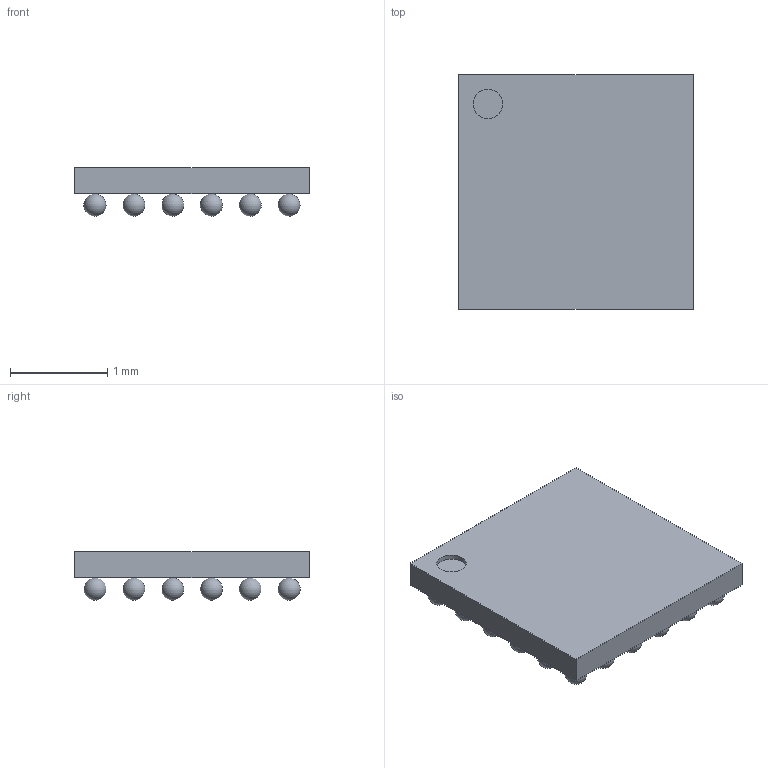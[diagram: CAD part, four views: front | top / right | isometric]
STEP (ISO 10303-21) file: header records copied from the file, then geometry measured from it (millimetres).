
FILE_DESCRIPTION(('FreeCAD Model'),'2;1');
FILE_NAME('1079961.2.1.stp','2022-05-05T12:24:18',( 'Author'),(''),'Open CASCADE STEP processor 6.9','FreeCAD','Unknown' );
FILE_SCHEMA(('AUTOMOTIVE_DESIGN { 1 0 10303 214 1 1 1 1 }'));
Length unit declared in the file: millimetre
Products named in the file (3): ASSEMBLY; Array; Body
Assembly tree (2 placements, depth 2):
  ASSEMBLY
    Array
    Body
Bounding box: 2.42 x 2.42 x 0.5 mm (x, y, z)
Volume: 1.8 mm3; surface area: 20.4 mm2
Topology: 37 solids, 37 shells, 44 faces, 123 edges, 82 vertices
Faces by surface type: sphere 36, plane 7, cylinder 1
Full cylindrical faces by diameter (mm): 0.302 x1
Entity records: 1211 total; most frequent: DIRECTION 141, CARTESIAN_POINT 138, AXIS2_PLACEMENT_3D 49, VERTEX_POINT 46, FACE_BOUND 45, ADVANCED_FACE 44, LINE 41, VECTOR 41
